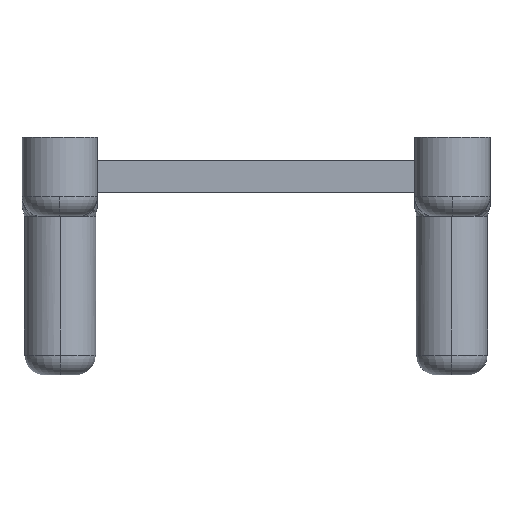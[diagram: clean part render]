
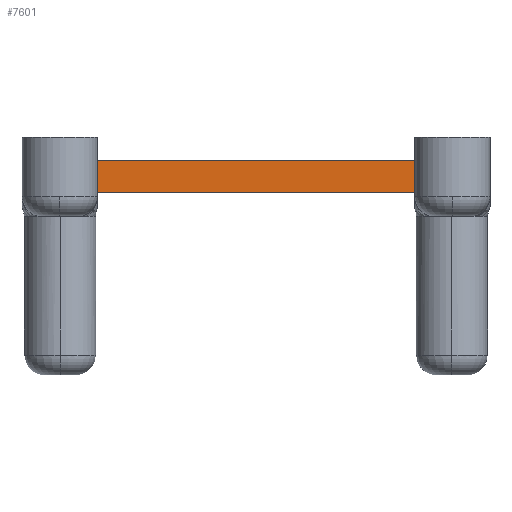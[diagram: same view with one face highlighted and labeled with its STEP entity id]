
A CAD part, left-side view. The second image highlights one B-rep face of the part: STEP entity #7601.
In plain terms, the highlighted planar face has unit normal (-1, 0, 0).
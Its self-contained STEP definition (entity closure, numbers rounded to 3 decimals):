
#23 = EDGE_CURVE ( 'NONE', #2753, #7187, #3993, .T. ) ;
#260 = CARTESIAN_POINT ( 'NONE',  ( -4.5, 8.95, 1.4 ) ) ;
#300 = LINE ( 'NONE', #260, #7210 ) ;
#422 = EDGE_CURVE ( 'NONE', #7187, #828, #4420, .T. ) ;
#828 = VERTEX_POINT ( 'NONE', #2918 ) ;
#1148 = DIRECTION ( 'NONE',  ( 0., 0., -1. ) ) ;
#1232 = CARTESIAN_POINT ( 'NONE',  ( -4.5, 0.95, 1.4 ) ) ;
#1233 = CARTESIAN_POINT ( 'NONE',  ( -4.5, 0.95, 1.4 ) ) ;
#1452 = DIRECTION ( 'NONE',  ( 0., -1., 0. ) ) ;
#1519 = EDGE_LOOP ( 'NONE', ( #4451, #5549, #3703, #4166 ) ) ;
#1532 = DIRECTION ( 'NONE',  ( 1., 0., 0. ) ) ;
#1614 = VECTOR ( 'NONE', #5187, 1000. ) ;
#2552 = LINE ( 'NONE', #7162, #1614 ) ;
#2753 = VERTEX_POINT ( 'NONE', #7905 ) ;
#2918 = CARTESIAN_POINT ( 'NONE',  ( -4.5, 0.95, 0.6 ) ) ;
#2939 = VERTEX_POINT ( 'NONE', #6993 ) ;
#3298 = CARTESIAN_POINT ( 'NONE',  ( -4.5, 4.95, 1.4 ) ) ;
#3515 = DIRECTION ( 'NONE',  ( 0., 0., 1. ) ) ;
#3565 = DIRECTION ( 'NONE',  ( 0., 0., -1. ) ) ;
#3703 = ORIENTED_EDGE ( 'NONE', *, *, #4162, .T. ) ;
#3878 = VECTOR ( 'NONE', #1452, 1000. ) ;
#3993 = LINE ( 'NONE', #3298, #3878 ) ;
#4162 = EDGE_CURVE ( 'NONE', #2753, #2939, #300, .T. ) ;
#4166 = ORIENTED_EDGE ( 'NONE', *, *, #6089, .T. ) ;
#4420 = LINE ( 'NONE', #1232, #4472 ) ;
#4451 = ORIENTED_EDGE ( 'NONE', *, *, #422, .F. ) ;
#4472 = VECTOR ( 'NONE', #1148, 1000. ) ;
#4807 = PLANE ( 'NONE',  #6820 ) ;
#5187 = DIRECTION ( 'NONE',  ( 0., -1., 0. ) ) ;
#5549 = ORIENTED_EDGE ( 'NONE', *, *, #23, .F. ) ;
#6089 = EDGE_CURVE ( 'NONE', #2939, #828, #2552, .T. ) ;
#6097 = FACE_OUTER_BOUND ( 'NONE', #1519, .T. ) ;
#6820 = AXIS2_PLACEMENT_3D ( 'NONE', #7435, #1532, #3515 ) ;
#6993 = CARTESIAN_POINT ( 'NONE',  ( -4.5, 8.95, 0.6 ) ) ;
#7162 = CARTESIAN_POINT ( 'NONE',  ( -4.5, 4.95, 0.6 ) ) ;
#7187 = VERTEX_POINT ( 'NONE', #1233 ) ;
#7210 = VECTOR ( 'NONE', #3565, 1000. ) ;
#7435 = CARTESIAN_POINT ( 'NONE',  ( -4.5, 4.95, 1.4 ) ) ;
#7601 = ADVANCED_FACE ( 'NONE', ( #6097 ), #4807, .F. ) ;
#7905 = CARTESIAN_POINT ( 'NONE',  ( -4.5, 8.95, 1.4 ) ) ;
